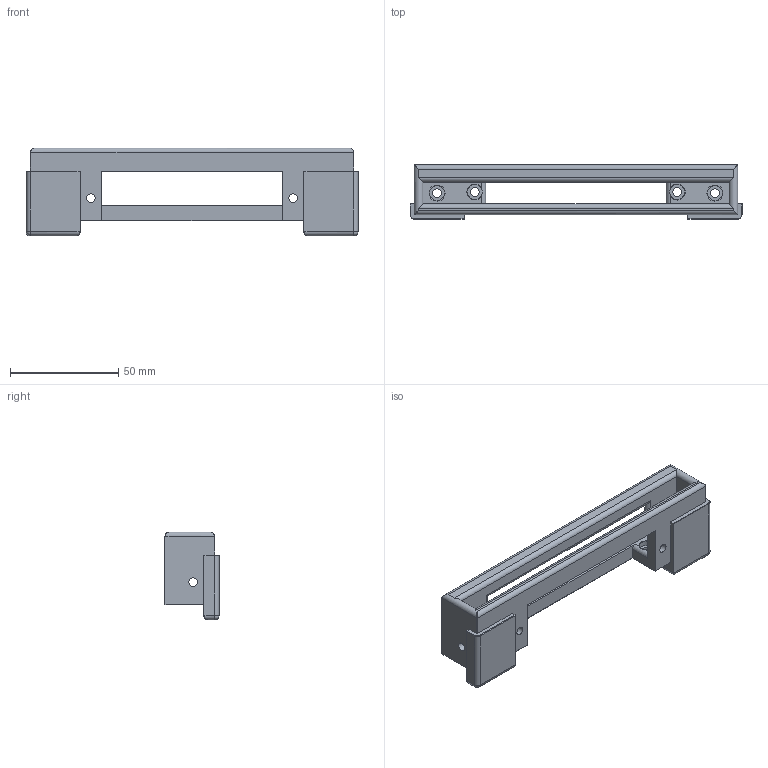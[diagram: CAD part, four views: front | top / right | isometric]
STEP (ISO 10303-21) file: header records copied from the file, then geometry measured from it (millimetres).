
FILE_DESCRIPTION(/* description */ ('STEP AP242','CAx-IF Rec.Pracs.---Representation and Presentation of Product Manufacturing Information (PMI)---4.0---2014-10-13','CAx-IF Rec.Pracs.---3D Tessellated Geometry---0.4---2014-09-14','2;1'),/* implementation_level */ '2;1');
FILE_NAME(/* name */ '688bdd6331bb1653918a48d6',/* time_stamp */ '2025-07-31T21:17:24Z',/* author */ (''),/* organization */ (''),/* preprocessor_version */ 'ST-DEVELOPER v20',/* originating_system */ 'ONSHAPE BY PTC INC, 1.201',/* authorisation */ ' ');
FILE_SCHEMA (('AP242_MANAGED_MODEL_BASED_3D_ENGINEERING_MIM_LF { 1 0 10303 442 1 1 4 }'));
Length unit declared in the file: metre
Products named in the file (1): Part 1
Bounding box: 153.6 x 25 x 40.7 mm (x, y, z)
Volume: 38490.5 mm3; surface area: 22652.3 mm2
Topology: 1 solids, 1 shells, 137 faces, 366 edges, 226 vertices
Faces by surface type: cylinder 65, plane 61, torus 6, sphere 4, bspline 1
Full cylindrical faces by diameter (mm): 4 x8, 7 x4
Entity records: 4134 total; most frequent: DIRECTION 720, CARTESIAN_POINT 719, ORIENTED_EDGE 678, EDGE_CURVE 339, AXIS2_PLACEMENT_3D 246, LINE 228, VECTOR 228, VERTEX_POINT 220
